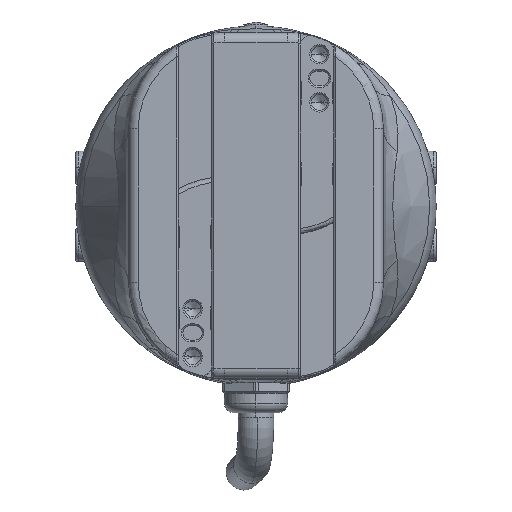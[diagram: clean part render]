
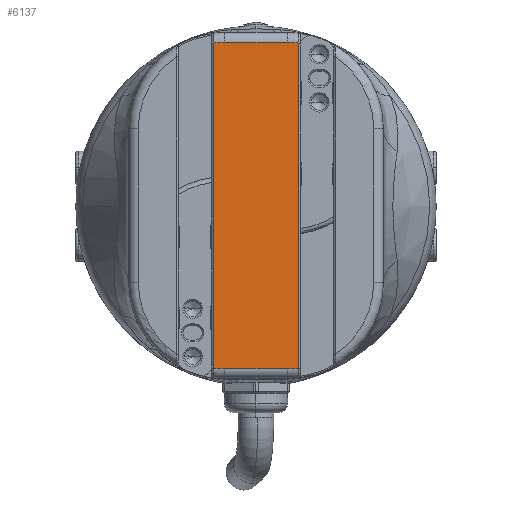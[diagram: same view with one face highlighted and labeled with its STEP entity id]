
A CAD part, top view. The second image highlights one B-rep face of the part: STEP entity #6137.
In plain terms, the highlighted planar face has unit normal (0, 0, 1).
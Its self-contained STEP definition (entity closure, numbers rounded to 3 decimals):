
#147 = CARTESIAN_POINT ( 'NONE',  ( -19.485, 7.584, 49.156 ) ) ;
#585 = CARTESIAN_POINT ( 'NONE',  ( -19.485, 41.584, 49.156 ) ) ;
#609 = DIRECTION ( 'NONE',  ( 0., -1., 0. ) ) ;
#1710 = ORIENTED_EDGE ( 'NONE', *, *, #15529, .F. ) ;
#1754 = CARTESIAN_POINT ( 'NONE',  ( -10.605, 75.426, 49.156 ) ) ;
#1830 = VERTEX_POINT ( 'NONE', #20382 ) ;
#2067 = EDGE_CURVE ( 'NONE', #5864, #3855, #27066, .T. ) ;
#2384 = DIRECTION ( 'NONE',  ( 0., 0., -1. ) ) ;
#2706 = DIRECTION ( 'NONE',  ( 0., 0., -1. ) ) ;
#2848 = CARTESIAN_POINT ( 'NONE',  ( -12.985, 25.584, 49.156 ) ) ;
#3350 = CIRCLE ( 'NONE', #22234, 18. ) ;
#3855 = VERTEX_POINT ( 'NONE', #20543 ) ;
#3973 = CARTESIAN_POINT ( 'NONE',  ( -10.605, 7.742, 49.156 ) ) ;
#5864 = VERTEX_POINT ( 'NONE', #29889 ) ;
#6133 = EDGE_CURVE ( 'NONE', #1830, #24815, #3350, .T. ) ;
#6137 = ADVANCED_FACE ( 'NONE', ( #26453 ), #16849, .F. ) ;
#6662 = VERTEX_POINT ( 'NONE', #8537 ) ;
#7300 = DIRECTION ( 'NONE',  ( 0., 1., 0. ) ) ;
#7693 = CARTESIAN_POINT ( 'NONE',  ( -28.365, 41.584, 49.156 ) ) ;
#8229 = LINE ( 'NONE', #7693, #26963 ) ;
#8537 = CARTESIAN_POINT ( 'NONE',  ( -25.985, 75.584, 49.156 ) ) ;
#8763 = CARTESIAN_POINT ( 'NONE',  ( -28.365, 7.742, 49.156 ) ) ;
#8969 = LINE ( 'NONE', #17062, #17630 ) ;
#9521 = DIRECTION ( 'NONE',  ( 0., 0., -1. ) ) ;
#10025 = DIRECTION ( 'NONE',  ( 0., 1., 0. ) ) ;
#11723 = VERTEX_POINT ( 'NONE', #3973 ) ;
#11765 = DIRECTION ( 'NONE',  ( -1., 0., 0. ) ) ;
#12232 = ORIENTED_EDGE ( 'NONE', *, *, #14760, .F. ) ;
#12974 = DIRECTION ( 'NONE',  ( 0., 1., 0. ) ) ;
#13134 = ORIENTED_EDGE ( 'NONE', *, *, #25769, .F. ) ;
#13461 = DIRECTION ( 'NONE',  ( 1., 0., 0. ) ) ;
#14647 = CIRCLE ( 'NONE', #18366, 18. ) ;
#14760 = EDGE_CURVE ( 'NONE', #11723, #5864, #16983, .T. ) ;
#15529 = EDGE_CURVE ( 'NONE', #3855, #18280, #20317, .T. ) ;
#15708 = CARTESIAN_POINT ( 'NONE',  ( -19.485, 75.584, 49.156 ) ) ;
#16849 = PLANE ( 'NONE',  #29875 ) ;
#16983 = CIRCLE ( 'NONE', #22554, 18. ) ;
#17062 = CARTESIAN_POINT ( 'NONE',  ( -10.605, 41.584, 49.156 ) ) ;
#17630 = VECTOR ( 'NONE', #609, 1000. ) ;
#17687 = VECTOR ( 'NONE', #11765, 1000. ) ;
#18280 = VERTEX_POINT ( 'NONE', #8763 ) ;
#18366 = AXIS2_PLACEMENT_3D ( 'NONE', #19977, #28684, #12974 ) ;
#18669 = CARTESIAN_POINT ( 'NONE',  ( -25.985, 25.584, 49.156 ) ) ;
#19088 = EDGE_CURVE ( 'NONE', #29039, #6662, #14647, .T. ) ;
#19918 = EDGE_CURVE ( 'NONE', #24815, #11723, #8969, .T. ) ;
#19977 = CARTESIAN_POINT ( 'NONE',  ( -25.985, 57.584, 49.156 ) ) ;
#20317 = CIRCLE ( 'NONE', #26646, 18. ) ;
#20382 = CARTESIAN_POINT ( 'NONE',  ( -12.985, 75.584, 49.156 ) ) ;
#20543 = CARTESIAN_POINT ( 'NONE',  ( -25.985, 7.584, 49.156 ) ) ;
#20897 = DIRECTION ( 'NONE',  ( 0., 1., 0. ) ) ;
#21230 = CARTESIAN_POINT ( 'NONE',  ( -12.985, 57.584, 49.156 ) ) ;
#21542 = ORIENTED_EDGE ( 'NONE', *, *, #23777, .F. ) ;
#22070 = VECTOR ( 'NONE', #13461, 1000. ) ;
#22234 = AXIS2_PLACEMENT_3D ( 'NONE', #21230, #2706, #23925 ) ;
#22554 = AXIS2_PLACEMENT_3D ( 'NONE', #2848, #9521, #7300 ) ;
#23519 = DIRECTION ( 'NONE',  ( -1., 0., 0. ) ) ;
#23777 = EDGE_CURVE ( 'NONE', #6662, #1830, #28132, .T. ) ;
#23854 = ORIENTED_EDGE ( 'NONE', *, *, #6133, .F. ) ;
#23925 = DIRECTION ( 'NONE',  ( 0., 1., 0. ) ) ;
#24066 = ORIENTED_EDGE ( 'NONE', *, *, #19088, .F. ) ;
#24280 = ORIENTED_EDGE ( 'NONE', *, *, #19918, .F. ) ;
#24815 = VERTEX_POINT ( 'NONE', #1754 ) ;
#25769 = EDGE_CURVE ( 'NONE', #18280, #29039, #8229, .T. ) ;
#26115 = DIRECTION ( 'NONE',  ( 0., 0., -1. ) ) ;
#26453 = FACE_OUTER_BOUND ( 'NONE', #29413, .T. ) ;
#26456 = ORIENTED_EDGE ( 'NONE', *, *, #2067, .F. ) ;
#26646 = AXIS2_PLACEMENT_3D ( 'NONE', #18669, #2384, #20897 ) ;
#26963 = VECTOR ( 'NONE', #10025, 1000. ) ;
#27066 = LINE ( 'NONE', #147, #17687 ) ;
#28132 = LINE ( 'NONE', #15708, #22070 ) ;
#28684 = DIRECTION ( 'NONE',  ( 0., 0., -1. ) ) ;
#29039 = VERTEX_POINT ( 'NONE', #29560 ) ;
#29413 = EDGE_LOOP ( 'NONE', ( #23854, #21542, #24066, #13134, #1710, #26456, #12232, #24280 ) ) ;
#29560 = CARTESIAN_POINT ( 'NONE',  ( -28.365, 75.426, 49.156 ) ) ;
#29875 = AXIS2_PLACEMENT_3D ( 'NONE', #585, #26115, #23519 ) ;
#29889 = CARTESIAN_POINT ( 'NONE',  ( -12.985, 7.584, 49.156 ) ) ;
